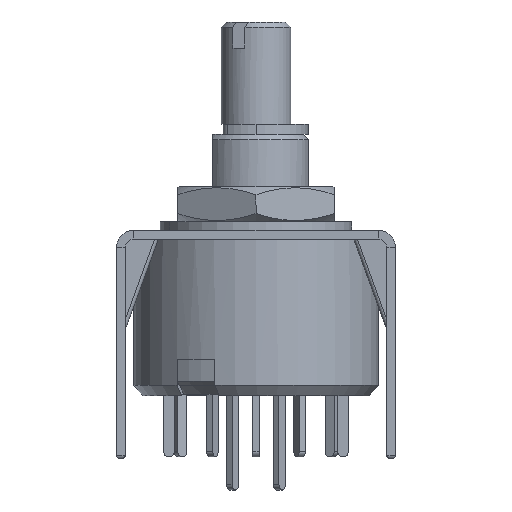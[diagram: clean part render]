
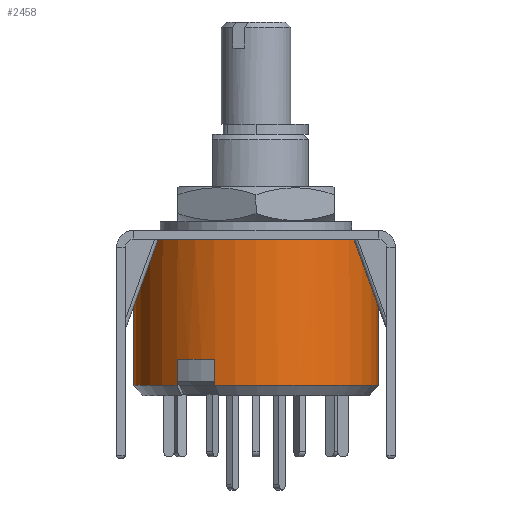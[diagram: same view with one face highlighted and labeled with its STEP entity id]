
A CAD part, front view. The second image highlights one B-rep face of the part: STEP entity #2458.
In plain terms, the highlighted cylindrical face has radius 7 mm (diameter 14 mm), a partial arc.
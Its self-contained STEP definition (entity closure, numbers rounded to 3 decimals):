
#121 = VERTEX_POINT ( 'NONE', #4739 ) ;
#671 = CARTESIAN_POINT ( 'NONE',  ( -4.526, -5.34, 9. ) ) ;
#897 = ORIENTED_EDGE ( 'NONE', *, *, #15196, .T. ) ;
#1237 = DIRECTION ( 'NONE',  ( 0., 0., -1. ) ) ;
#1431 = VECTOR ( 'NONE', #9862, 1000. ) ;
#1544 = CARTESIAN_POINT ( 'NONE',  ( -2.361, -6.59, 9. ) ) ;
#2392 = CARTESIAN_POINT ( 'NONE',  ( 0., 0., -7.4 ) ) ;
#2417 = CARTESIAN_POINT ( 'NONE',  ( 7., 0., 0.95 ) ) ;
#2445 = LINE ( 'NONE', #671, #6563 ) ;
#2458 = ADVANCED_FACE ( 'NONE', ( #3685 ), #7825, .T. ) ;
#2658 = DIRECTION ( 'NONE',  ( 1., 0., 0. ) ) ;
#2968 = CIRCLE ( 'NONE', #16004, 7. ) ;
#3126 = CIRCLE ( 'NONE', #10309, 7. ) ;
#3649 = DIRECTION ( 'NONE',  ( 0., 0., -1. ) ) ;
#3685 = FACE_OUTER_BOUND ( 'NONE', #8590, .T. ) ;
#3924 = CARTESIAN_POINT ( 'NONE',  ( -4.526, -5.34, -7.4 ) ) ;
#4214 = ORIENTED_EDGE ( 'NONE', *, *, #4413, .F. ) ;
#4413 = EDGE_CURVE ( 'NONE', #15151, #16198, #5907, .T. ) ;
#4513 = CARTESIAN_POINT ( 'NONE',  ( -7., 0., 9. ) ) ;
#4739 = CARTESIAN_POINT ( 'NONE',  ( -4.526, -5.34, -5.9 ) ) ;
#4815 = CARTESIAN_POINT ( 'NONE',  ( -7., 0., -7.4 ) ) ;
#5137 = ORIENTED_EDGE ( 'NONE', *, *, #12638, .T. ) ;
#5660 = EDGE_CURVE ( 'NONE', #8859, #121, #2445, .T. ) ;
#5907 = LINE ( 'NONE', #16605, #11408 ) ;
#5948 = DIRECTION ( 'NONE',  ( 0., 0., -1. ) ) ;
#5997 = VERTEX_POINT ( 'NONE', #11286 ) ;
#6038 = VERTEX_POINT ( 'NONE', #7411 ) ;
#6327 = DIRECTION ( 'NONE',  ( 0., 0., -1. ) ) ;
#6563 = VECTOR ( 'NONE', #16239, 1000. ) ;
#6978 = CARTESIAN_POINT ( 'NONE',  ( -2.361, -6.59, -5.9 ) ) ;
#7213 = CARTESIAN_POINT ( 'NONE',  ( 0., 0., -5.9 ) ) ;
#7238 = VERTEX_POINT ( 'NONE', #6978 ) ;
#7392 = ORIENTED_EDGE ( 'NONE', *, *, #18120, .T. ) ;
#7411 = CARTESIAN_POINT ( 'NONE',  ( -7., 0., 0.95 ) ) ;
#7517 = DIRECTION ( 'NONE',  ( -1., 0., 0. ) ) ;
#7825 = CYLINDRICAL_SURFACE ( 'NONE', #8420, 7. ) ;
#8420 = AXIS2_PLACEMENT_3D ( 'NONE', #14719, #6327, #7517 ) ;
#8590 = EDGE_LOOP ( 'NONE', ( #4214, #7392, #5137, #11118, #15045, #9100, #897, #9307 ) ) ;
#8815 = DIRECTION ( 'NONE',  ( -1., 0., 0. ) ) ;
#8859 = VERTEX_POINT ( 'NONE', #3924 ) ;
#9100 = ORIENTED_EDGE ( 'NONE', *, *, #11881, .T. ) ;
#9307 = ORIENTED_EDGE ( 'NONE', *, *, #15627, .F. ) ;
#9331 = CARTESIAN_POINT ( 'NONE',  ( 0., 0., 0.95 ) ) ;
#9862 = DIRECTION ( 'NONE',  ( 0., 0., -1. ) ) ;
#10309 = AXIS2_PLACEMENT_3D ( 'NONE', #9331, #3649, #14819 ) ;
#10707 = LINE ( 'NONE', #4513, #16313 ) ;
#11118 = ORIENTED_EDGE ( 'NONE', *, *, #15057, .F. ) ;
#11286 = CARTESIAN_POINT ( 'NONE',  ( -2.361, -6.59, -7.4 ) ) ;
#11408 = VECTOR ( 'NONE', #12373, 1000. ) ;
#11779 = CARTESIAN_POINT ( 'NONE',  ( 7., 0., -7.4 ) ) ;
#11881 = EDGE_CURVE ( 'NONE', #121, #7238, #16470, .T. ) ;
#11898 = AXIS2_PLACEMENT_3D ( 'NONE', #13710, #1237, #2658 ) ;
#12373 = DIRECTION ( 'NONE',  ( 0., 0., -1. ) ) ;
#12638 = EDGE_CURVE ( 'NONE', #6038, #13768, #10707, .T. ) ;
#13390 = DIRECTION ( 'NONE',  ( 1., 0., 0. ) ) ;
#13678 = LINE ( 'NONE', #1544, #1431 ) ;
#13710 = CARTESIAN_POINT ( 'NONE',  ( 0., 0., -7.4 ) ) ;
#13768 = VERTEX_POINT ( 'NONE', #4815 ) ;
#14719 = CARTESIAN_POINT ( 'NONE',  ( 0., 0., 9. ) ) ;
#14819 = DIRECTION ( 'NONE',  ( -1., 0., 0. ) ) ;
#15045 = ORIENTED_EDGE ( 'NONE', *, *, #5660, .T. ) ;
#15057 = EDGE_CURVE ( 'NONE', #8859, #13768, #17868, .T. ) ;
#15151 = VERTEX_POINT ( 'NONE', #2417 ) ;
#15196 = EDGE_CURVE ( 'NONE', #7238, #5997, #13678, .T. ) ;
#15627 = EDGE_CURVE ( 'NONE', #16198, #5997, #2968, .T. ) ;
#15669 = DIRECTION ( 'NONE',  ( 0., 0., 1. ) ) ;
#16004 = AXIS2_PLACEMENT_3D ( 'NONE', #2392, #16323, #13390 ) ;
#16198 = VERTEX_POINT ( 'NONE', #11779 ) ;
#16239 = DIRECTION ( 'NONE',  ( 0., 0., 1. ) ) ;
#16313 = VECTOR ( 'NONE', #5948, 1000. ) ;
#16323 = DIRECTION ( 'NONE',  ( 0., 0., -1. ) ) ;
#16470 = CIRCLE ( 'NONE', #16487, 7. ) ;
#16487 = AXIS2_PLACEMENT_3D ( 'NONE', #7213, #15669, #8815 ) ;
#16605 = CARTESIAN_POINT ( 'NONE',  ( 7., 0., 9. ) ) ;
#17868 = CIRCLE ( 'NONE', #11898, 7. ) ;
#18120 = EDGE_CURVE ( 'NONE', #15151, #6038, #3126, .T. ) ;
